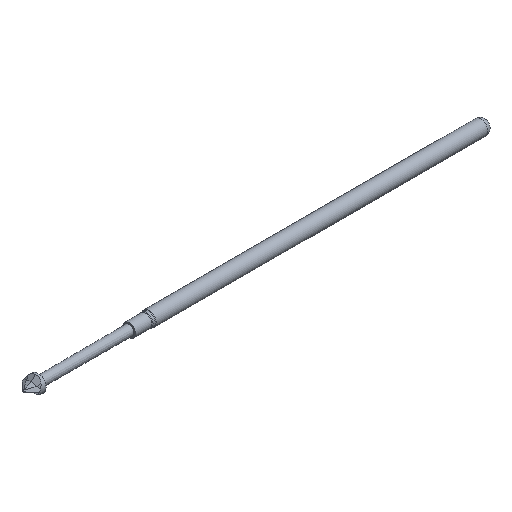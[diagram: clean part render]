
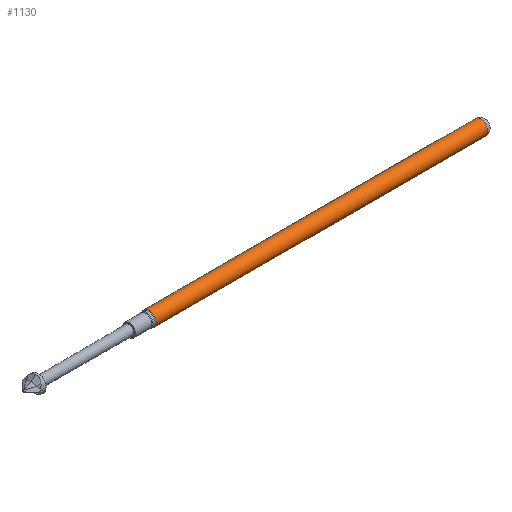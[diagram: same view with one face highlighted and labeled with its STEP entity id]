
A CAD part, isometric view. The second image highlights one B-rep face of the part: STEP entity #1130.
In plain terms, the highlighted cylindrical face has radius 0.51 mm (diameter 1.021 mm), a full revolution.
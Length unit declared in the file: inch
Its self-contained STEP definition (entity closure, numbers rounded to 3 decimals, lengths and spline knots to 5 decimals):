
#26 = CARTESIAN_POINT ( 'NONE',  ( 0.48448, 0.00048, -0.0201 ) ) ;
#233 = DIRECTION ( 'NONE',  ( -1., 0., 0. ) ) ;
#279 = CARTESIAN_POINT ( 'NONE',  ( -0.44504, 0.00048, -0.0201 ) ) ;
#284 = CARTESIAN_POINT ( 'NONE',  ( 0.48448, 0.00048, 0. ) ) ;
#453 = CARTESIAN_POINT ( 'NONE',  ( -0.44504, 0.00048, 0. ) ) ;
#460 = EDGE_LOOP ( 'NONE', ( #1151 ) ) ;
#613 = DIRECTION ( 'NONE',  ( 0., 0., -1. ) ) ;
#832 = DIRECTION ( 'NONE',  ( -1., 0., 0. ) ) ;
#967 = CIRCLE ( 'NONE', #3621, 0.0201 ) ;
#1130 = ADVANCED_FACE ( 'NONE', ( #1818, #2922 ), #2698, .T. ) ;
#1151 = ORIENTED_EDGE ( 'NONE', *, *, #3542, .T. ) ;
#1598 = CARTESIAN_POINT ( 'NONE',  ( -0.50104, 0.00048, 0. ) ) ;
#1681 = VERTEX_POINT ( 'NONE', #26 ) ;
#1776 = CIRCLE ( 'NONE', #3489, 0.0201 ) ;
#1818 = FACE_OUTER_BOUND ( 'NONE', #460, .T. ) ;
#2155 = EDGE_LOOP ( 'NONE', ( #3161 ) ) ;
#2613 = EDGE_CURVE ( 'NONE', #3077, #3077, #967, .T. ) ;
#2698 = CYLINDRICAL_SURFACE ( 'NONE', #3252, 0.0201 ) ;
#2785 = DIRECTION ( 'NONE',  ( 0., 0., -1. ) ) ;
#2922 = FACE_OUTER_BOUND ( 'NONE', #2155, .T. ) ;
#3068 = DIRECTION ( 'NONE',  ( -1., 0., 0. ) ) ;
#3077 = VERTEX_POINT ( 'NONE', #279 ) ;
#3161 = ORIENTED_EDGE ( 'NONE', *, *, #2613, .F. ) ;
#3252 = AXIS2_PLACEMENT_3D ( 'NONE', #1598, #3068, #2785 ) ;
#3289 = DIRECTION ( 'NONE',  ( 0., 0., -1. ) ) ;
#3489 = AXIS2_PLACEMENT_3D ( 'NONE', #284, #832, #613 ) ;
#3542 = EDGE_CURVE ( 'NONE', #1681, #1681, #1776, .T. ) ;
#3621 = AXIS2_PLACEMENT_3D ( 'NONE', #453, #233, #3289 ) ;
